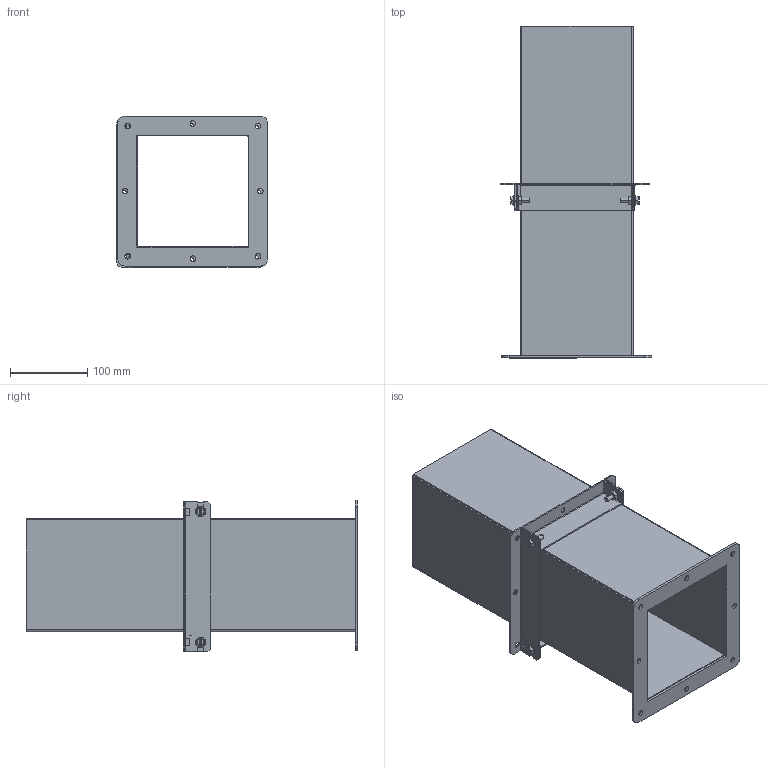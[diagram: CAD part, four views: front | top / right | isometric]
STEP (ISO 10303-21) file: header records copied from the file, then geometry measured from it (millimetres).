
FILE_DESCRIPTION (( 'STEP AP203' ), '1' );
FILE_NAME ('1487DX.step', '2024-04-25T14:38:13', ( '' ), ( '' ), 'SwSTEP 2.0', 'SolidWorks 2023', '' );
FILE_SCHEMA (( 'CONFIG_CONTROL_DESIGN' ));
Length unit declared in the file: inch
Products named in the file (1): 1487DX
Bounding box: 195.71 x 428.62 x 195.95 mm (x, y, z)
Volume: 599446.6 mm3; surface area: 629954.4 mm2
Topology: 18 solids, 18 shells, 427 faces, 1121 edges, 736 vertices
Faces by surface type: plane 275, cylinder 112, bspline 40
Entity records: 14021 total; most frequent: CARTESIAN_POINT 3553, ORIENTED_EDGE 2242, DIRECTION 1993, EDGE_CURVE 1121, VECTOR 753, LINE 753, VERTEX_POINT 736, AXIS2_PLACEMENT_3D 620
